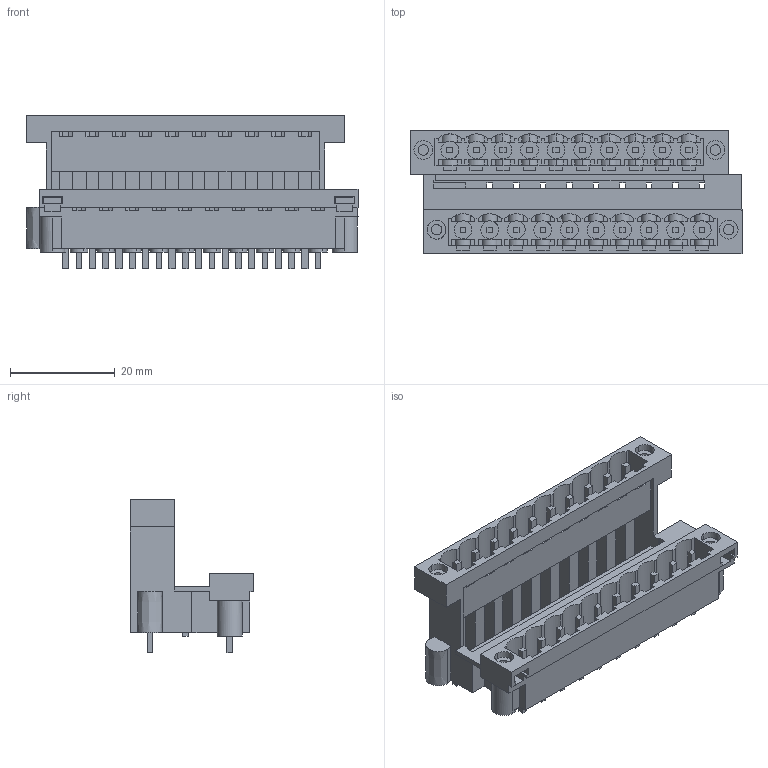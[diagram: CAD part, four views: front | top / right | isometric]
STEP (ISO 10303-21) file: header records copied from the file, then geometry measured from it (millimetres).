
FILE_DESCRIPTION(('CATIA V5 STEP Exchange','CAx-IF Rec.Pracs.--- Model Styling and Organization---1.2---2011-12-15'),'2;1');
FILE_NAME ('D1456916_0_1829090000_1829090000.stp','2018-04-19T13:07:18+00:00',('none'),('Weidmueller'),'CATIA Version 5-6 Release 2014','CATIA V5 STEP AP214','none');
FILE_SCHEMA(('AUTOMOTIVE_DESIGN { 1 0 10303 214 1 1 1 1 }'));
Length unit declared in the file: millimetre
Products named in the file (1): 1829090000
Bounding box: 63.5 x 23.67 x 29.36 mm (x, y, z)
Volume: 9392 mm3; surface area: 17147.8 mm2
Topology: 26 solids, 36 shells, 995 faces, 3122 edges, 2166 vertices
Faces by surface type: plane 809, cylinder 182, extrusion 4
Entity records: 33116 total; most frequent: CARTESIAN_POINT 7176, ORIENTED_EDGE 6244, DIRECTION 3994, EDGE_CURVE 3122, VECTOR 2492, LINE 2488, VERTEX_POINT 2166, EDGE_LOOP 1082
